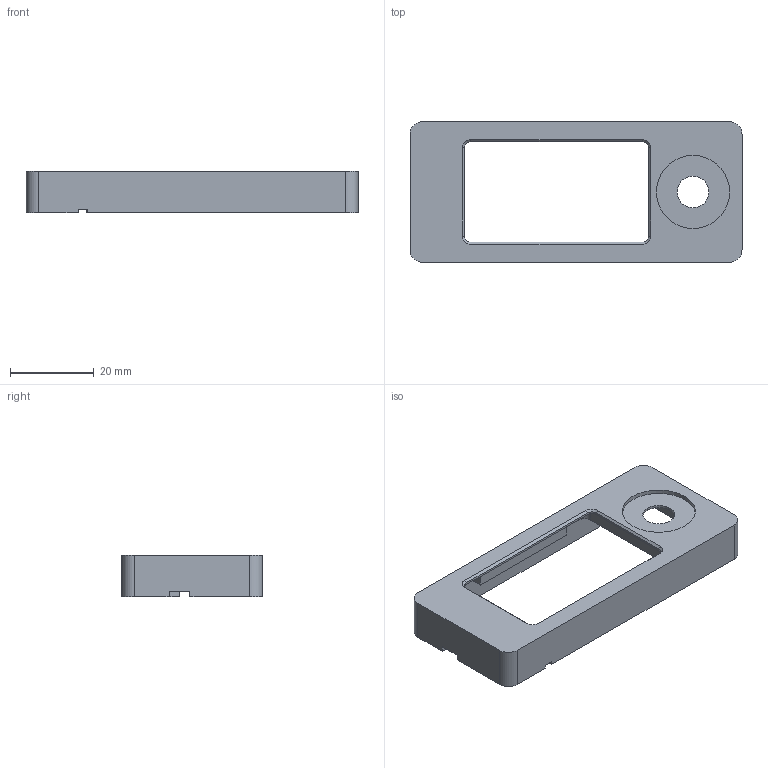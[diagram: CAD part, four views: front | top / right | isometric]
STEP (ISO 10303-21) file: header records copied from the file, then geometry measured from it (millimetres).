
FILE_DESCRIPTION((''),'2;1');
FILE_NAME('SI47312','2024-09-05T',('Administrator'),(''),'PRO/ENGINEER BY PARAMETRIC TECHNOLOGY CORPORATION, 2013150','PRO/ENGINEER BY PARAMETRIC TECHNOLOGY CORPORATION, 2013150','');
FILE_SCHEMA(('CONFIG_CONTROL_DESIGN'));
Length unit declared in the file: millimetre
Products named in the file (1): SI47312
Bounding box: 79.48 x 33.67 x 10 mm (x, y, z)
Volume: 6517.9 mm3; surface area: 7448.9 mm2
Topology: 1 solids, 1 shells, 116 faces, 319 edges, 210 vertices
Faces by surface type: plane 76, cylinder 36, cone 4
Entity records: 3722 total; most frequent: CARTESIAN_POINT 645, ORIENTED_EDGE 638, DIRECTION 628, EDGE_CURVE 319, VECTOR 242, LINE 242, VERTEX_POINT 210, AXIS2_PLACEMENT_3D 193
